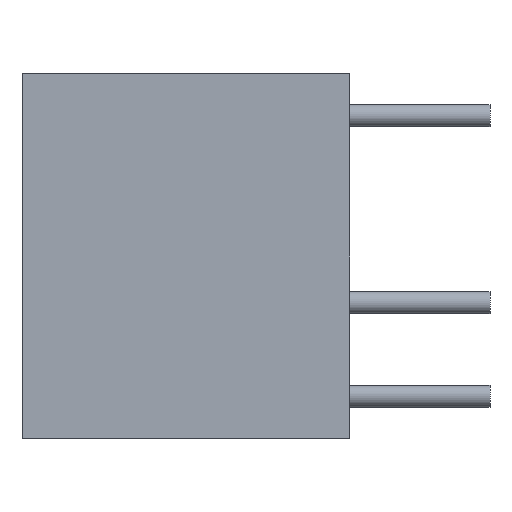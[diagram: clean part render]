
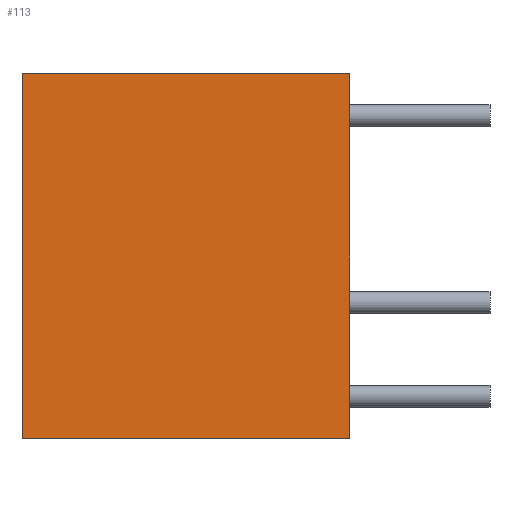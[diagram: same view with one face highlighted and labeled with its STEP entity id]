
A CAD part, left-side view. The second image highlights one B-rep face of the part: STEP entity #113.
In plain terms, the highlighted planar face has unit normal (-1, 0, 0).
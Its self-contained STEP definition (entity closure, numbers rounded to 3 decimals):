
#27 = LINE ( 'NONE', #585, #534 ) ;
#45 = VECTOR ( 'NONE', #565, 1000. ) ;
#50 = CARTESIAN_POINT ( 'NONE',  ( 0., 0., 0. ) ) ;
#82 = CARTESIAN_POINT ( 'NONE',  ( 0., 8.9, 0. ) ) ;
#92 = ORIENTED_EDGE ( 'NONE', *, *, #391, .T. ) ;
#102 = ORIENTED_EDGE ( 'NONE', *, *, #635, .T. ) ;
#108 = VERTEX_POINT ( 'NONE', #191 ) ;
#113 = ADVANCED_FACE ( 'NONE', ( #593 ), #187, .F. ) ;
#147 = DIRECTION ( 'NONE',  ( 0., -1., 0. ) ) ;
#160 = LINE ( 'NONE', #82, #45 ) ;
#180 = VECTOR ( 'NONE', #183, 1000. ) ;
#183 = DIRECTION ( 'NONE',  ( 0., -1., 0. ) ) ;
#187 = PLANE ( 'NONE',  #529 ) ;
#191 = CARTESIAN_POINT ( 'NONE',  ( 0., 8.9, -9.9 ) ) ;
#197 = ORIENTED_EDGE ( 'NONE', *, *, #279, .F. ) ;
#244 = VECTOR ( 'NONE', #556, 1000. ) ;
#267 = LINE ( 'NONE', #551, #244 ) ;
#279 = EDGE_CURVE ( 'NONE', #322, #596, #27, .T. ) ;
#322 = VERTEX_POINT ( 'NONE', #353 ) ;
#347 = LINE ( 'NONE', #470, #180 ) ;
#353 = CARTESIAN_POINT ( 'NONE',  ( 0., 8.9, 0. ) ) ;
#360 = CARTESIAN_POINT ( 'NONE',  ( 0., 0., -9.9 ) ) ;
#364 = EDGE_LOOP ( 'NONE', ( #102, #197, #575, #92 ) ) ;
#391 = EDGE_CURVE ( 'NONE', #108, #554, #347, .T. ) ;
#398 = EDGE_CURVE ( 'NONE', #108, #322, #160, .T. ) ;
#431 = DIRECTION ( 'NONE',  ( 1., 0., 0. ) ) ;
#470 = CARTESIAN_POINT ( 'NONE',  ( 0., 8.9, -9.9 ) ) ;
#525 = CARTESIAN_POINT ( 'NONE',  ( 0., 8.9, 0. ) ) ;
#529 = AXIS2_PLACEMENT_3D ( 'NONE', #525, #431, #610 ) ;
#534 = VECTOR ( 'NONE', #147, 1000. ) ;
#551 = CARTESIAN_POINT ( 'NONE',  ( 0., 0., 0. ) ) ;
#554 = VERTEX_POINT ( 'NONE', #360 ) ;
#556 = DIRECTION ( 'NONE',  ( 0., 0., 1. ) ) ;
#565 = DIRECTION ( 'NONE',  ( 0., 0., 1. ) ) ;
#575 = ORIENTED_EDGE ( 'NONE', *, *, #398, .F. ) ;
#585 = CARTESIAN_POINT ( 'NONE',  ( 0., 8.9, 0. ) ) ;
#593 = FACE_OUTER_BOUND ( 'NONE', #364, .T. ) ;
#596 = VERTEX_POINT ( 'NONE', #50 ) ;
#610 = DIRECTION ( 'NONE',  ( 0., 0., -1. ) ) ;
#635 = EDGE_CURVE ( 'NONE', #554, #596, #267, .T. ) ;
